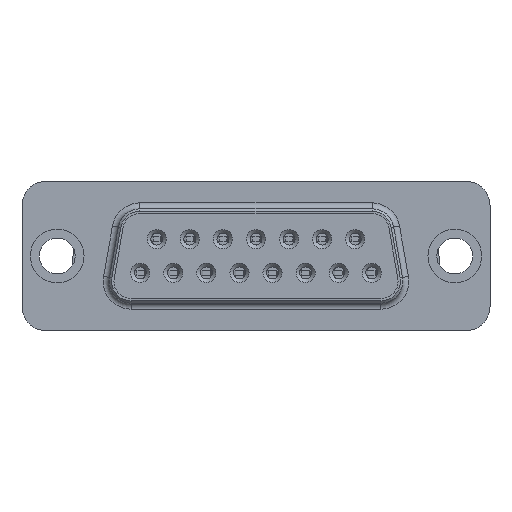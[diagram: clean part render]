
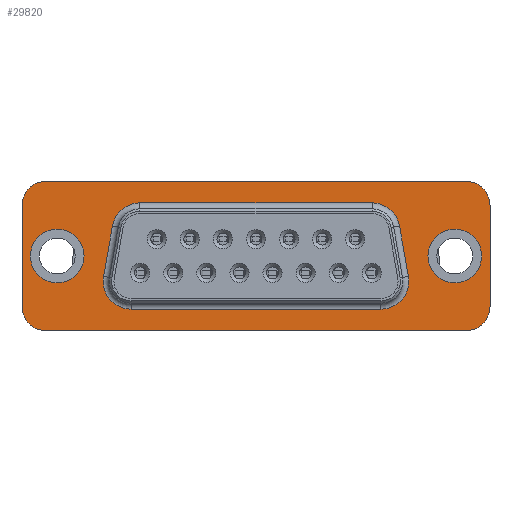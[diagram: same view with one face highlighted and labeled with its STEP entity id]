
A CAD part, front view. The second image highlights one B-rep face of the part: STEP entity #29820.
In plain terms, the highlighted face is planar.
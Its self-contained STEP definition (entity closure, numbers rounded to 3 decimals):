
#1040=CIRCLE('',#37663,2.25);
#1041=CIRCLE('',#37664,2.25);
#1042=CIRCLE('',#37665,2.33);
#1043=CIRCLE('',#37666,2.33);
#1044=CIRCLE('',#37667,2.33);
#1045=CIRCLE('',#37668,2.33);
#1046=CIRCLE('',#37669,2.);
#1047=CIRCLE('',#37670,2.);
#1048=CIRCLE('',#37671,2.);
#1049=CIRCLE('',#37672,2.);
#7346=ORIENTED_EDGE('',*,*,#12910,.T.);
#7347=ORIENTED_EDGE('',*,*,#12911,.T.);
#7348=ORIENTED_EDGE('',*,*,#12912,.T.);
#7349=ORIENTED_EDGE('',*,*,#12913,.T.);
#7350=ORIENTED_EDGE('',*,*,#12914,.T.);
#7351=ORIENTED_EDGE('',*,*,#12915,.T.);
#7352=ORIENTED_EDGE('',*,*,#12916,.T.);
#7353=ORIENTED_EDGE('',*,*,#12917,.T.);
#7354=ORIENTED_EDGE('',*,*,#12918,.T.);
#7355=ORIENTED_EDGE('',*,*,#12919,.T.);
#7356=ORIENTED_EDGE('',*,*,#12920,.T.);
#7357=ORIENTED_EDGE('',*,*,#12921,.T.);
#7358=ORIENTED_EDGE('',*,*,#12922,.T.);
#7359=ORIENTED_EDGE('',*,*,#12923,.T.);
#7360=ORIENTED_EDGE('',*,*,#12924,.T.);
#7361=ORIENTED_EDGE('',*,*,#12925,.T.);
#7362=ORIENTED_EDGE('',*,*,#12926,.T.);
#7363=ORIENTED_EDGE('',*,*,#12927,.T.);
#12910=EDGE_CURVE('',#16154,#16154,#1040,.F.);
#12911=EDGE_CURVE('',#16155,#16155,#1041,.F.);
#12912=EDGE_CURVE('',#16156,#16157,#19494,.F.);
#12913=EDGE_CURVE('',#16157,#16158,#1042,.F.);
#12914=EDGE_CURVE('',#16158,#16159,#19495,.F.);
#12915=EDGE_CURVE('',#16159,#16160,#1043,.F.);
#12916=EDGE_CURVE('',#16160,#16161,#19496,.F.);
#12917=EDGE_CURVE('',#16161,#16162,#1044,.F.);
#12918=EDGE_CURVE('',#16162,#16163,#19497,.F.);
#12919=EDGE_CURVE('',#16163,#16156,#1045,.F.);
#12920=EDGE_CURVE('',#16164,#16165,#19498,.T.);
#12921=EDGE_CURVE('',#16165,#16166,#1046,.T.);
#12922=EDGE_CURVE('',#16166,#16167,#19499,.T.);
#12923=EDGE_CURVE('',#16167,#16168,#1047,.T.);
#12924=EDGE_CURVE('',#16168,#16169,#19500,.T.);
#12925=EDGE_CURVE('',#16169,#16170,#1048,.T.);
#12926=EDGE_CURVE('',#16170,#16171,#19501,.T.);
#12927=EDGE_CURVE('',#16171,#16164,#1049,.T.);
#16154=VERTEX_POINT('',#53036);
#16155=VERTEX_POINT('',#53038);
#16156=VERTEX_POINT('',#53040);
#16157=VERTEX_POINT('',#53041);
#16158=VERTEX_POINT('',#53043);
#16159=VERTEX_POINT('',#53045);
#16160=VERTEX_POINT('',#53047);
#16161=VERTEX_POINT('',#53049);
#16162=VERTEX_POINT('',#53051);
#16163=VERTEX_POINT('',#53053);
#16164=VERTEX_POINT('',#53056);
#16165=VERTEX_POINT('',#53057);
#16166=VERTEX_POINT('',#53059);
#16167=VERTEX_POINT('',#53061);
#16168=VERTEX_POINT('',#53063);
#16169=VERTEX_POINT('',#53065);
#16170=VERTEX_POINT('',#53067);
#16171=VERTEX_POINT('',#53069);
#19494=LINE('',#53039,#23026);
#19495=LINE('',#53044,#23027);
#19496=LINE('',#53048,#23028);
#19497=LINE('',#53052,#23029);
#19498=LINE('',#53055,#23030);
#19499=LINE('',#53060,#23031);
#19500=LINE('',#53064,#23032);
#19501=LINE('',#53068,#23033);
#23026=VECTOR('',#43973,1000.);
#23027=VECTOR('',#43976,1000.);
#23028=VECTOR('',#43979,1000.);
#23029=VECTOR('',#43982,1000.);
#23030=VECTOR('',#43985,1000.);
#23031=VECTOR('',#43988,1000.);
#23032=VECTOR('',#43991,1000.);
#23033=VECTOR('',#43994,1000.);
#25230=EDGE_LOOP('',(#7346));
#25231=EDGE_LOOP('',(#7347));
#25232=EDGE_LOOP('',(#7348,#7349,#7350,#7351,#7352,#7353,#7354,#7355));
#25233=EDGE_LOOP('',(#7356,#7357,#7358,#7359,#7360,#7361,#7362,#7363));
#26956=FACE_BOUND('',#25230,.T.);
#26957=FACE_BOUND('',#25231,.T.);
#26958=FACE_BOUND('',#25232,.T.);
#26959=FACE_BOUND('',#25233,.T.);
#28364=PLANE('',#37662);
#29820=ADVANCED_FACE('',(#26956,#26957,#26958,#26959),#28364,.T.);
#37662=AXIS2_PLACEMENT_3D('',#53034,#43967,#43968);
#37663=AXIS2_PLACEMENT_3D('',#53035,#43969,#43970);
#37664=AXIS2_PLACEMENT_3D('',#53037,#43971,#43972);
#37665=AXIS2_PLACEMENT_3D('',#53042,#43974,#43975);
#37666=AXIS2_PLACEMENT_3D('',#53046,#43977,#43978);
#37667=AXIS2_PLACEMENT_3D('',#53050,#43980,#43981);
#37668=AXIS2_PLACEMENT_3D('',#53054,#43983,#43984);
#37669=AXIS2_PLACEMENT_3D('',#53058,#43986,#43987);
#37670=AXIS2_PLACEMENT_3D('',#53062,#43989,#43990);
#37671=AXIS2_PLACEMENT_3D('',#53066,#43992,#43993);
#37672=AXIS2_PLACEMENT_3D('',#53070,#43995,#43996);
#43967=DIRECTION('',(0.,1.,0.));
#43968=DIRECTION('',(0.,0.,1.));
#43969=DIRECTION('',(0.,1.,0.));
#43970=DIRECTION('',(0.,0.,1.));
#43971=DIRECTION('',(0.,1.,0.));
#43972=DIRECTION('',(0.,0.,1.));
#43973=DIRECTION('',(0.174,0.,0.985));
#43974=DIRECTION('',(0.,1.,0.));
#43975=DIRECTION('',(0.,0.,1.));
#43976=DIRECTION('',(-1.,0.,0.));
#43977=DIRECTION('',(0.,1.,0.));
#43978=DIRECTION('',(0.,0.,1.));
#43979=DIRECTION('',(0.174,0.,-0.985));
#43980=DIRECTION('',(0.,1.,0.));
#43981=DIRECTION('',(0.,0.,1.));
#43982=DIRECTION('',(1.,0.,0.));
#43983=DIRECTION('',(0.,1.,0.));
#43984=DIRECTION('',(0.,0.,1.));
#43985=DIRECTION('',(0.,0.,1.));
#43986=DIRECTION('',(0.,1.,0.));
#43987=DIRECTION('',(0.,0.,1.));
#43988=DIRECTION('',(1.,0.,0.));
#43989=DIRECTION('',(0.,1.,0.));
#43990=DIRECTION('',(0.,0.,1.));
#43991=DIRECTION('',(0.,0.,-1.));
#43992=DIRECTION('',(0.,1.,0.));
#43993=DIRECTION('',(0.,0.,1.));
#43994=DIRECTION('',(-1.,0.,0.));
#43995=DIRECTION('',(0.,1.,0.));
#43996=DIRECTION('',(0.,0.,1.));
#53034=CARTESIAN_POINT('',(0.,0.,0.));
#53035=CARTESIAN_POINT('',(-16.65,0.,0.));
#53036=CARTESIAN_POINT('',(-16.65,0.,2.25));
#53037=CARTESIAN_POINT('',(16.65,0.,0.));
#53038=CARTESIAN_POINT('',(16.65,0.,2.25));
#53039=CARTESIAN_POINT('',(-12.765,0.,-1.715));
#53040=CARTESIAN_POINT('',(-12.017,0.,2.525));
#53041=CARTESIAN_POINT('',(-12.765,0.,-1.715));
#53042=CARTESIAN_POINT('',(-10.47,0.,-2.12));
#53043=CARTESIAN_POINT('',(-10.47,0.,-4.45));
#53044=CARTESIAN_POINT('',(10.47,0.,-4.45));
#53045=CARTESIAN_POINT('',(10.47,0.,-4.45));
#53046=CARTESIAN_POINT('',(10.47,0.,-2.12));
#53047=CARTESIAN_POINT('',(12.765,0.,-1.715));
#53048=CARTESIAN_POINT('',(12.017,0.,2.525));
#53049=CARTESIAN_POINT('',(12.017,0.,2.525));
#53050=CARTESIAN_POINT('',(9.722,0.,2.12));
#53051=CARTESIAN_POINT('',(9.722,0.,4.45));
#53052=CARTESIAN_POINT('',(-9.722,0.,4.45));
#53053=CARTESIAN_POINT('',(-9.722,0.,4.45));
#53054=CARTESIAN_POINT('',(-9.722,0.,2.12));
#53055=CARTESIAN_POINT('',(-19.6,0.,-6.25));
#53056=CARTESIAN_POINT('',(-19.6,0.,-4.25));
#53057=CARTESIAN_POINT('',(-19.6,0.,4.25));
#53058=CARTESIAN_POINT('',(-17.6,0.,4.25));
#53059=CARTESIAN_POINT('',(-17.6,0.,6.25));
#53060=CARTESIAN_POINT('',(-19.6,0.,6.25));
#53061=CARTESIAN_POINT('',(17.6,0.,6.25));
#53062=CARTESIAN_POINT('',(17.6,0.,4.25));
#53063=CARTESIAN_POINT('',(19.6,0.,4.25));
#53064=CARTESIAN_POINT('',(19.6,0.,6.25));
#53065=CARTESIAN_POINT('',(19.6,0.,-4.25));
#53066=CARTESIAN_POINT('',(17.6,0.,-4.25));
#53067=CARTESIAN_POINT('',(17.6,0.,-6.25));
#53068=CARTESIAN_POINT('',(19.6,0.,-6.25));
#53069=CARTESIAN_POINT('',(-17.6,0.,-6.25));
#53070=CARTESIAN_POINT('',(-17.6,0.,-4.25));
